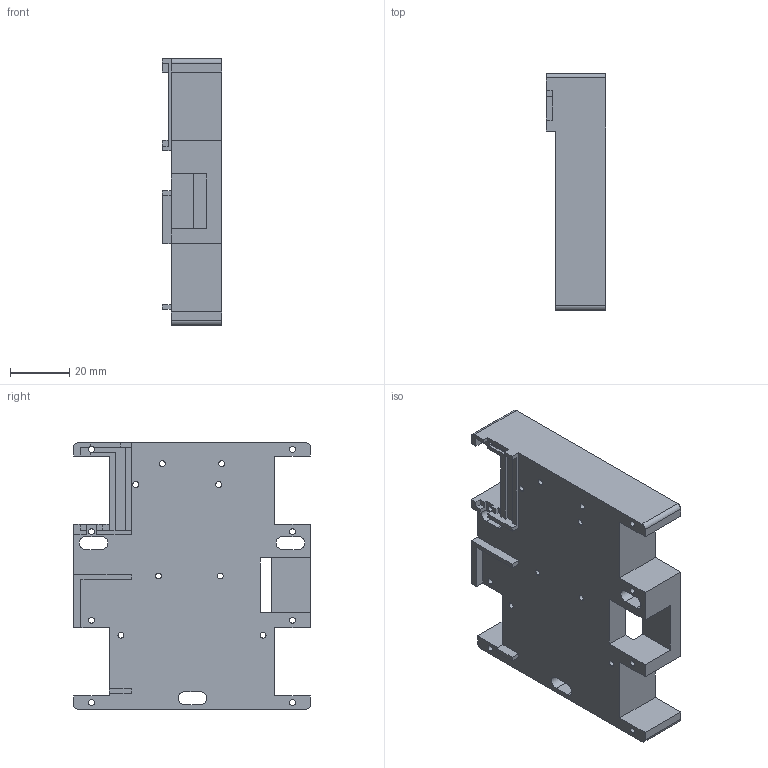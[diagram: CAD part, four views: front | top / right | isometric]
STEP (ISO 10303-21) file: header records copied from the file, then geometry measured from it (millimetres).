
FILE_DESCRIPTION (( 'STEP AP214' ), '1' );
FILE_NAME ('îñíîâàíèå.STEP', '2025-09-18T14:01:39', ( '' ), ( '' ), 'SwSTEP 2.0', 'SolidWorks 2025', '' );
FILE_SCHEMA (( 'AUTOMOTIVE_DESIGN' ));
Length unit declared in the file: millimetre
Products named in the file (1): основание
Bounding box: 20 x 80 x 90 mm (x, y, z)
Volume: 60380.2 mm3; surface area: 24796.8 mm2
Topology: 1 solids, 1 shells, 121 faces, 366 edges, 244 vertices
Faces by surface type: plane 77, cylinder 44
Entity records: 4218 total; most frequent: ORIENTED_EDGE 732, CARTESIAN_POINT 732, DIRECTION 705, EDGE_CURVE 366, VECTOR 271, LINE 271, VERTEX_POINT 244, AXIS2_PLACEMENT_3D 217
